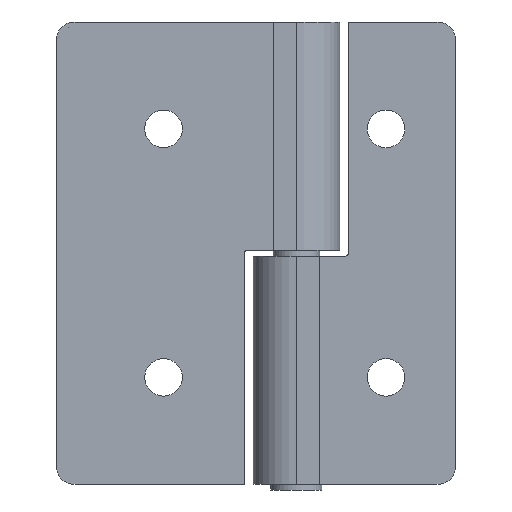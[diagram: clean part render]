
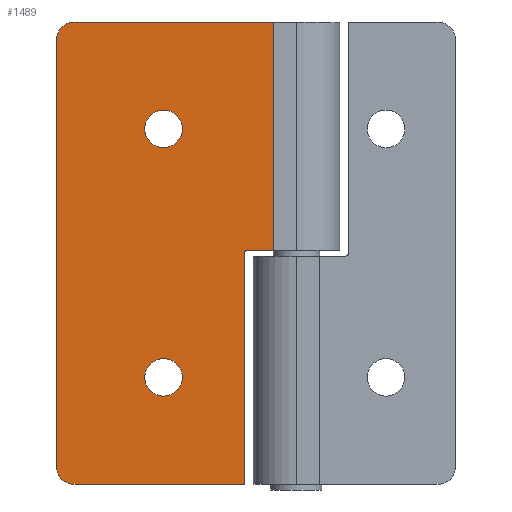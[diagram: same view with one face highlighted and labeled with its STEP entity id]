
A CAD part, front view. The second image highlights one B-rep face of the part: STEP entity #1489.
In plain terms, the highlighted planar face has unit normal (0, -1, 0).
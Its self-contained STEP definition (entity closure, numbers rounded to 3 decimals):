
#46 = DIRECTION ( 'NONE',  ( 0., 1., 0. ) ) ;
#48 = VECTOR ( 'NONE', #2773, 1000. ) ;
#57 = DIRECTION ( 'NONE',  ( -1., 0., 0. ) ) ;
#115 = LINE ( 'NONE', #3140, #48 ) ;
#116 = DIRECTION ( 'NONE',  ( -1., 0., 0. ) ) ;
#138 = ORIENTED_EDGE ( 'NONE', *, *, #665, .T. ) ;
#173 = AXIS2_PLACEMENT_3D ( 'NONE', #1284, #937, #598 ) ;
#214 = VECTOR ( 'NONE', #808, 1000. ) ;
#222 = CARTESIAN_POINT ( 'NONE',  ( -4., -8.1, 0.5 ) ) ;
#242 = ORIENTED_EDGE ( 'NONE', *, *, #2008, .T. ) ;
#253 = EDGE_CURVE ( 'NONE', #3038, #2988, #532, .T. ) ;
#261 = DIRECTION ( 'NONE',  ( 0., 1., 0. ) ) ;
#282 = LINE ( 'NONE', #3306, #661 ) ;
#286 = CARTESIAN_POINT ( 'NONE',  ( -23., -8.1, 21.5 ) ) ;
#382 = CARTESIAN_POINT ( 'NONE',  ( -8.5, -8.1, 0. ) ) ;
#395 = DIRECTION ( 'NONE',  ( 0., 1., 0. ) ) ;
#464 = AXIS2_PLACEMENT_3D ( 'NONE', #1411, #1079, #730 ) ;
#465 = DIRECTION ( 'NONE',  ( 0., -1., 0. ) ) ;
#497 = AXIS2_PLACEMENT_3D ( 'NONE', #2410, #1057, #705 ) ;
#532 = CIRCLE ( 'NONE', #464, 3.25 ) ;
#544 = EDGE_CURVE ( 'NONE', #1570, #1879, #587, .T. ) ;
#557 = ORIENTED_EDGE ( 'NONE', *, *, #707, .T. ) ;
#587 = CIRCLE ( 'NONE', #1167, 3.25 ) ;
#597 = CIRCLE ( 'NONE', #640, 3. ) ;
#598 = DIRECTION ( 'NONE',  ( -1., 0., 0. ) ) ;
#609 = EDGE_CURVE ( 'NONE', #667, #908, #1365, .T. ) ;
#640 = AXIS2_PLACEMENT_3D ( 'NONE', #810, #465, #116 ) ;
#654 = AXIS2_PLACEMENT_3D ( 'NONE', #382, #46, #3061 ) ;
#661 = VECTOR ( 'NONE', #2950, 1000. ) ;
#665 = EDGE_CURVE ( 'NONE', #3243, #2092, #282, .T. ) ;
#667 = VERTEX_POINT ( 'NONE', #2585 ) ;
#705 = DIRECTION ( 'NONE',  ( -1., 0., 0. ) ) ;
#707 = EDGE_CURVE ( 'NONE', #989, #3309, #597, .T. ) ;
#719 = VERTEX_POINT ( 'NONE', #1767 ) ;
#730 = DIRECTION ( 'NONE',  ( -1., 0., 0. ) ) ;
#757 = CIRCLE ( 'NONE', #2605, 3.25 ) ;
#808 = DIRECTION ( 'NONE',  ( -1., 0., 0. ) ) ;
#810 = CARTESIAN_POINT ( 'NONE',  ( -38.5, -8.1, 37. ) ) ;
#854 = EDGE_CURVE ( 'NONE', #1879, #1570, #3184, .T. ) ;
#908 = VERTEX_POINT ( 'NONE', #1958 ) ;
#937 = DIRECTION ( 'NONE',  ( 0., 1., 0. ) ) ;
#989 = VERTEX_POINT ( 'NONE', #2642 ) ;
#998 = ORIENTED_EDGE ( 'NONE', *, *, #609, .T. ) ;
#1020 = CIRCLE ( 'NONE', #654, 0.5 ) ;
#1057 = DIRECTION ( 'NONE',  ( 0., -1., 0. ) ) ;
#1079 = DIRECTION ( 'NONE',  ( 0., 1., 0. ) ) ;
#1091 = CARTESIAN_POINT ( 'NONE',  ( -23., -8.1, -21.5 ) ) ;
#1105 = EDGE_CURVE ( 'NONE', #719, #908, #2078, .T. ) ;
#1123 = VERTEX_POINT ( 'NONE', #1654 ) ;
#1147 = CARTESIAN_POINT ( 'NONE',  ( -41.5, -8.1, 40. ) ) ;
#1167 = AXIS2_PLACEMENT_3D ( 'NONE', #2311, #261, #3288 ) ;
#1184 = EDGE_CURVE ( 'NONE', #2092, #989, #1488, .T. ) ;
#1196 = EDGE_CURVE ( 'NONE', #719, #1123, #115, .T. ) ;
#1242 = ORIENTED_EDGE ( 'NONE', *, *, #854, .T. ) ;
#1284 = CARTESIAN_POINT ( 'NONE',  ( 0., -8.1, 0. ) ) ;
#1304 = DIRECTION ( 'NONE',  ( 0., 0., -1. ) ) ;
#1365 = CIRCLE ( 'NONE', #497, 3. ) ;
#1387 = DIRECTION ( 'NONE',  ( -1., 0., 0. ) ) ;
#1397 = ORIENTED_EDGE ( 'NONE', *, *, #1105, .F. ) ;
#1411 = CARTESIAN_POINT ( 'NONE',  ( -23., -8.1, 21.5 ) ) ;
#1461 = CARTESIAN_POINT ( 'NONE',  ( -23., -8.1, -24.75 ) ) ;
#1488 = LINE ( 'NONE', #1147, #214 ) ;
#1489 = ADVANCED_FACE ( 'NONE', ( #2824, #1553, #3277 ), #2639, .F. ) ;
#1532 = CARTESIAN_POINT ( 'NONE',  ( -41.5, -8.1, 37. ) ) ;
#1553 = FACE_BOUND ( 'NONE', #2804, .T. ) ;
#1570 = VERTEX_POINT ( 'NONE', #1461 ) ;
#1649 = CARTESIAN_POINT ( 'NONE',  ( -41.5, -8.1, 0.5 ) ) ;
#1654 = CARTESIAN_POINT ( 'NONE',  ( -9., -8.1, 0. ) ) ;
#1738 = CARTESIAN_POINT ( 'NONE',  ( -41.5, -8.1, -40. ) ) ;
#1767 = CARTESIAN_POINT ( 'NONE',  ( -9., -8.1, -40. ) ) ;
#1821 = EDGE_CURVE ( 'NONE', #1839, #3243, #2617, .T. ) ;
#1839 = VERTEX_POINT ( 'NONE', #2533 ) ;
#1841 = CARTESIAN_POINT ( 'NONE',  ( -4., -8.1, 40. ) ) ;
#1879 = VERTEX_POINT ( 'NONE', #2810 ) ;
#1952 = DIRECTION ( 'NONE',  ( 1., 0., 0. ) ) ;
#1958 = CARTESIAN_POINT ( 'NONE',  ( -38.5, -8.1, -40. ) ) ;
#1994 = LINE ( 'NONE', #1649, #2158 ) ;
#2008 = EDGE_CURVE ( 'NONE', #3309, #667, #1994, .T. ) ;
#2078 = LINE ( 'NONE', #1738, #3080 ) ;
#2092 = VERTEX_POINT ( 'NONE', #1841 ) ;
#2093 = EDGE_LOOP ( 'NONE', ( #2616, #2612 ) ) ;
#2158 = VECTOR ( 'NONE', #1304, 1000. ) ;
#2255 = ORIENTED_EDGE ( 'NONE', *, *, #1821, .T. ) ;
#2283 = CARTESIAN_POINT ( 'NONE',  ( -4., -8.1, 0.5 ) ) ;
#2311 = CARTESIAN_POINT ( 'NONE',  ( -23., -8.1, -21.5 ) ) ;
#2373 = ORIENTED_EDGE ( 'NONE', *, *, #1196, .T. ) ;
#2384 = VECTOR ( 'NONE', #1952, 1000. ) ;
#2397 = CARTESIAN_POINT ( 'NONE',  ( -23., -8.1, 24.75 ) ) ;
#2410 = CARTESIAN_POINT ( 'NONE',  ( -38.5, -8.1, -37. ) ) ;
#2454 = EDGE_CURVE ( 'NONE', #2988, #3038, #757, .T. ) ;
#2504 = EDGE_CURVE ( 'NONE', #1123, #1839, #1020, .T. ) ;
#2533 = CARTESIAN_POINT ( 'NONE',  ( -8.5, -8.1, 0.5 ) ) ;
#2585 = CARTESIAN_POINT ( 'NONE',  ( -41.5, -8.1, -37. ) ) ;
#2605 = AXIS2_PLACEMENT_3D ( 'NONE', #286, #3312, #2955 ) ;
#2612 = ORIENTED_EDGE ( 'NONE', *, *, #253, .T. ) ;
#2616 = ORIENTED_EDGE ( 'NONE', *, *, #2454, .T. ) ;
#2617 = LINE ( 'NONE', #2283, #2384 ) ;
#2639 = PLANE ( 'NONE',  #173 ) ;
#2642 = CARTESIAN_POINT ( 'NONE',  ( -38.5, -8.1, 40. ) ) ;
#2773 = DIRECTION ( 'NONE',  ( 0., 0., 1. ) ) ;
#2789 = ORIENTED_EDGE ( 'NONE', *, *, #1184, .T. ) ;
#2804 = EDGE_LOOP ( 'NONE', ( #1242, #2830 ) ) ;
#2810 = CARTESIAN_POINT ( 'NONE',  ( -23., -8.1, -18.25 ) ) ;
#2824 = FACE_BOUND ( 'NONE', #2093, .T. ) ;
#2830 = ORIENTED_EDGE ( 'NONE', *, *, #544, .T. ) ;
#2848 = CARTESIAN_POINT ( 'NONE',  ( -23., -8.1, 18.25 ) ) ;
#2950 = DIRECTION ( 'NONE',  ( 0., 0., 1. ) ) ;
#2955 = DIRECTION ( 'NONE',  ( -1., 0., 0. ) ) ;
#2988 = VERTEX_POINT ( 'NONE', #2397 ) ;
#3038 = VERTEX_POINT ( 'NONE', #2848 ) ;
#3061 = DIRECTION ( 'NONE',  ( -1., 0., 0. ) ) ;
#3080 = VECTOR ( 'NONE', #1387, 1000. ) ;
#3126 = AXIS2_PLACEMENT_3D ( 'NONE', #1091, #395, #57 ) ;
#3140 = CARTESIAN_POINT ( 'NONE',  ( -9., -8.1, -40. ) ) ;
#3151 = EDGE_LOOP ( 'NONE', ( #242, #998, #1397, #2373, #3213, #2255, #138, #2789, #557 ) ) ;
#3184 = CIRCLE ( 'NONE', #3126, 3.25 ) ;
#3213 = ORIENTED_EDGE ( 'NONE', *, *, #2504, .T. ) ;
#3243 = VERTEX_POINT ( 'NONE', #222 ) ;
#3277 = FACE_OUTER_BOUND ( 'NONE', #3151, .T. ) ;
#3288 = DIRECTION ( 'NONE',  ( -1., 0., 0. ) ) ;
#3306 = CARTESIAN_POINT ( 'NONE',  ( -4., -8.1, 40. ) ) ;
#3309 = VERTEX_POINT ( 'NONE', #1532 ) ;
#3312 = DIRECTION ( 'NONE',  ( 0., 1., 0. ) ) ;
